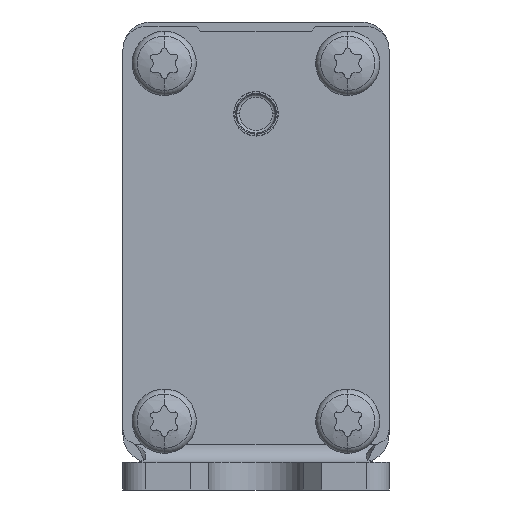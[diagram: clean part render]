
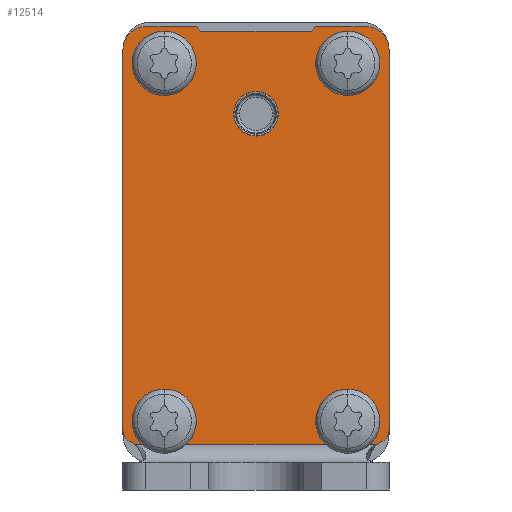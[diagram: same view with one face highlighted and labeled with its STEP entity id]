
A CAD part, front view. The second image highlights one B-rep face of the part: STEP entity #12514.
In plain terms, the highlighted face is planar.
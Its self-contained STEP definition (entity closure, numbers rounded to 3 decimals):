
#11607=CARTESIAN_POINT('',(-14.5,0.,3.));
#11608=DIRECTION('',(0.,0.,1.));
#11609=DIRECTION('',(0.516,0.857,0.));
#11610=AXIS2_PLACEMENT_3D('',#11607,#11608,#11609);
#11612=CARTESIAN_POINT('',(-13.,3.708,3.));
#11613=DIRECTION('',(0.,0.,-1.));
#11614=DIRECTION('',(-0.375,-0.927,0.));
#11615=AXIS2_PLACEMENT_3D('',#11612,#11613,#11614);
#11617=CARTESIAN_POINT('',(-12.,45.142,3.));
#11618=DIRECTION('',(0.,0.,-1.));
#11619=DIRECTION('',(-1.,0.,0.));
#11620=AXIS2_PLACEMENT_3D('',#11617,#11618,#11619);
#11622=DIRECTION('',(0.707,-0.707,0.));
#11623=VECTOR('',#11622,0.707);
#11624=CARTESIAN_POINT('',(-6.5,47.642,3.));
#11625=LINE('',#11624,#11623);
#11626=DIRECTION('',(0.707,0.707,0.));
#11627=VECTOR('',#11626,0.707);
#11628=CARTESIAN_POINT('',(6.,47.142,3.));
#11629=LINE('',#11628,#11627);
#11630=CARTESIAN_POINT('',(12.,45.142,3.));
#11631=DIRECTION('',(0.,0.,-1.));
#11632=DIRECTION('',(0.,1.,0.));
#11633=AXIS2_PLACEMENT_3D('',#11630,#11631,#11632);
#11635=CARTESIAN_POINT('',(13.,3.708,3.));
#11636=DIRECTION('',(0.,0.,-1.));
#11637=DIRECTION('',(1.,0.,0.));
#11638=AXIS2_PLACEMENT_3D('',#11635,#11636,#11637);
#11640=CARTESIAN_POINT('',(14.5,0.,3.));
#11641=DIRECTION('',(0.,0.,1.));
#11642=DIRECTION('',(-0.375,0.927,0.));
#11643=AXIS2_PLACEMENT_3D('',#11640,#11641,#11642);
#11645=CARTESIAN_POINT('',(10.,43.642,3.));
#11646=DIRECTION('',(0.,0.,1.));
#11647=DIRECTION('',(0.,-1.,0.));
#11648=AXIS2_PLACEMENT_3D('',#11645,#11646,#11647);
#11650=CARTESIAN_POINT('',(10.,43.642,3.));
#11651=DIRECTION('',(0.,0.,1.));
#11652=DIRECTION('',(0.,1.,0.));
#11653=AXIS2_PLACEMENT_3D('',#11650,#11651,#11652);
#11655=CARTESIAN_POINT('',(10.,4.642,3.));
#11656=DIRECTION('',(0.,0.,1.));
#11657=DIRECTION('',(0.,-1.,0.));
#11658=AXIS2_PLACEMENT_3D('',#11655,#11656,#11657);
#11660=CARTESIAN_POINT('',(10.,4.642,3.));
#11661=DIRECTION('',(0.,0.,1.));
#11662=DIRECTION('',(0.,1.,0.));
#11663=AXIS2_PLACEMENT_3D('',#11660,#11661,#11662);
#11665=CARTESIAN_POINT('',(-10.,4.642,3.));
#11666=DIRECTION('',(0.,0.,1.));
#11667=DIRECTION('',(0.,-1.,0.));
#11668=AXIS2_PLACEMENT_3D('',#11665,#11666,#11667);
#11670=CARTESIAN_POINT('',(-10.,4.642,3.));
#11671=DIRECTION('',(0.,0.,1.));
#11672=DIRECTION('',(0.,1.,0.));
#11673=AXIS2_PLACEMENT_3D('',#11670,#11671,#11672);
#11675=CARTESIAN_POINT('',(-10.,43.642,3.));
#11676=DIRECTION('',(0.,0.,1.));
#11677=DIRECTION('',(0.,-1.,0.));
#11678=AXIS2_PLACEMENT_3D('',#11675,#11676,#11677);
#11680=CARTESIAN_POINT('',(-10.,43.642,3.));
#11681=DIRECTION('',(0.,0.,1.));
#11682=DIRECTION('',(0.,1.,0.));
#11683=AXIS2_PLACEMENT_3D('',#11680,#11681,#11682);
#11685=CARTESIAN_POINT('',(0.,38.142,3.));
#11686=DIRECTION('',(0.,0.,1.));
#11687=DIRECTION('',(0.,-1.,0.));
#11688=AXIS2_PLACEMENT_3D('',#11685,#11686,#11687);
#11690=CARTESIAN_POINT('',(0.,38.142,3.));
#11691=DIRECTION('',(0.,0.,1.));
#11692=DIRECTION('',(0.,1.,0.));
#11693=AXIS2_PLACEMENT_3D('',#11690,#11691,#11692);
#11731=DIRECTION('',(1.,0.,0.));
#11732=VECTOR('',#11731,26.42);
#11733=CARTESIAN_POINT('',(-13.21,2.142,3.));
#11734=LINE('',#11733,#11732);
#11824=DIRECTION('',(0.,1.,0.));
#11825=VECTOR('',#11824,41.434);
#11826=CARTESIAN_POINT('',(14.5,3.708,3.));
#11827=LINE('',#11826,#11825);
#11836=DIRECTION('',(-1.,0.,0.));
#11837=VECTOR('',#11836,5.5);
#11838=CARTESIAN_POINT('',(12.,47.642,3.));
#11839=LINE('',#11838,#11837);
#11848=DIRECTION('',(-1.,0.,0.));
#11849=VECTOR('',#11848,12.);
#11850=CARTESIAN_POINT('',(6.,47.142,3.));
#11851=LINE('',#11850,#11849);
#11860=DIRECTION('',(-1.,0.,0.));
#11861=VECTOR('',#11860,5.5);
#11862=CARTESIAN_POINT('',(-6.5,47.642,3.));
#11863=LINE('',#11862,#11861);
#11872=DIRECTION('',(0.,-1.,0.));
#11873=VECTOR('',#11872,41.434);
#11874=CARTESIAN_POINT('',(-14.5,45.142,3.));
#11875=LINE('',#11874,#11873);
#12279=CARTESIAN_POINT('',(-13.21,2.142,3.));
#12280=CARTESIAN_POINT('',(13.21,2.142,3.));
#12281=VERTEX_POINT('',#12279);
#12282=VERTEX_POINT('',#12280);
#12283=CARTESIAN_POINT('',(-13.563,2.318,3.));
#12284=VERTEX_POINT('',#12283);
#12285=CARTESIAN_POINT('',(-14.5,3.708,3.));
#12286=VERTEX_POINT('',#12285);
#12287=CARTESIAN_POINT('',(-14.5,45.142,3.));
#12288=VERTEX_POINT('',#12287);
#12289=CARTESIAN_POINT('',(-12.,47.642,3.));
#12290=VERTEX_POINT('',#12289);
#12291=CARTESIAN_POINT('',(-6.5,47.642,3.));
#12292=VERTEX_POINT('',#12291);
#12293=CARTESIAN_POINT('',(-6.,47.142,3.));
#12294=VERTEX_POINT('',#12293);
#12295=CARTESIAN_POINT('',(6.,47.142,3.));
#12296=VERTEX_POINT('',#12295);
#12297=CARTESIAN_POINT('',(6.5,47.642,3.));
#12298=VERTEX_POINT('',#12297);
#12299=CARTESIAN_POINT('',(12.,47.642,3.));
#12300=VERTEX_POINT('',#12299);
#12301=CARTESIAN_POINT('',(14.5,45.142,3.));
#12302=VERTEX_POINT('',#12301);
#12303=CARTESIAN_POINT('',(14.5,3.708,3.));
#12304=VERTEX_POINT('',#12303);
#12305=CARTESIAN_POINT('',(13.563,2.318,3.));
#12306=VERTEX_POINT('',#12305);
#12307=CARTESIAN_POINT('',(10.,41.642,3.));
#12308=CARTESIAN_POINT('',(10.,45.642,3.));
#12309=VERTEX_POINT('',#12307);
#12310=VERTEX_POINT('',#12308);
#12311=CARTESIAN_POINT('',(10.,2.642,3.));
#12312=CARTESIAN_POINT('',(10.,6.642,3.));
#12313=VERTEX_POINT('',#12311);
#12314=VERTEX_POINT('',#12312);
#12315=CARTESIAN_POINT('',(-10.,2.642,3.));
#12316=CARTESIAN_POINT('',(-10.,6.642,3.));
#12317=VERTEX_POINT('',#12315);
#12318=VERTEX_POINT('',#12316);
#12319=CARTESIAN_POINT('',(-10.,41.642,3.));
#12320=CARTESIAN_POINT('',(-10.,45.642,3.));
#12321=VERTEX_POINT('',#12319);
#12322=VERTEX_POINT('',#12320);
#12323=CARTESIAN_POINT('',(0.,35.742,3.));
#12324=CARTESIAN_POINT('',(0.,40.542,3.));
#12325=VERTEX_POINT('',#12323);
#12326=VERTEX_POINT('',#12324);
#12449=CARTESIAN_POINT('',(0.,0.,3.));
#12450=DIRECTION('',(0.,0.,1.));
#12451=DIRECTION('',(1.,0.,0.));
#12452=AXIS2_PLACEMENT_3D('',#12449,#12450,#12451);
#12453=PLANE('',#12452);
#12455=ORIENTED_EDGE('',*,*,#12454,.F.);
#12457=ORIENTED_EDGE('',*,*,#12456,.T.);
#12459=ORIENTED_EDGE('',*,*,#12458,.T.);
#12461=ORIENTED_EDGE('',*,*,#12460,.F.);
#12463=ORIENTED_EDGE('',*,*,#12462,.T.);
#12465=ORIENTED_EDGE('',*,*,#12464,.F.);
#12467=ORIENTED_EDGE('',*,*,#12466,.T.);
#12469=ORIENTED_EDGE('',*,*,#12468,.F.);
#12471=ORIENTED_EDGE('',*,*,#12470,.T.);
#12473=ORIENTED_EDGE('',*,*,#12472,.F.);
#12475=ORIENTED_EDGE('',*,*,#12474,.T.);
#12477=ORIENTED_EDGE('',*,*,#12476,.F.);
#12479=ORIENTED_EDGE('',*,*,#12478,.T.);
#12481=ORIENTED_EDGE('',*,*,#12480,.T.);
#12482=EDGE_LOOP('',(#12455,#12457,#12459,#12461,#12463,#12465,#12467,#12469,
#12471,#12473,#12475,#12477,#12479,#12481));
#12483=FACE_OUTER_BOUND('',#12482,.F.);
#12485=ORIENTED_EDGE('',*,*,#12484,.T.);
#12487=ORIENTED_EDGE('',*,*,#12486,.T.);
#12488=EDGE_LOOP('',(#12485,#12487));
#12489=FACE_BOUND('',#12488,.F.);
#12491=ORIENTED_EDGE('',*,*,#12490,.T.);
#12493=ORIENTED_EDGE('',*,*,#12492,.T.);
#12494=EDGE_LOOP('',(#12491,#12493));
#12495=FACE_BOUND('',#12494,.F.);
#12497=ORIENTED_EDGE('',*,*,#12496,.T.);
#12499=ORIENTED_EDGE('',*,*,#12498,.T.);
#12500=EDGE_LOOP('',(#12497,#12499));
#12501=FACE_BOUND('',#12500,.F.);
#12503=ORIENTED_EDGE('',*,*,#12502,.T.);
#12505=ORIENTED_EDGE('',*,*,#12504,.T.);
#12506=EDGE_LOOP('',(#12503,#12505));
#12507=FACE_BOUND('',#12506,.F.);
#12509=ORIENTED_EDGE('',*,*,#12508,.T.);
#12511=ORIENTED_EDGE('',*,*,#12510,.T.);
#12512=EDGE_LOOP('',(#12509,#12511));
#12513=FACE_BOUND('',#12512,.F.);
#11611=CIRCLE('',#11610,2.5);
#11616=CIRCLE('',#11615,1.5);
#11621=CIRCLE('',#11620,2.5);
#11634=CIRCLE('',#11633,2.5);
#11639=CIRCLE('',#11638,1.5);
#11644=CIRCLE('',#11643,2.5);
#11649=CIRCLE('',#11648,2.);
#11654=CIRCLE('',#11653,2.);
#11659=CIRCLE('',#11658,2.);
#11664=CIRCLE('',#11663,2.);
#11669=CIRCLE('',#11668,2.);
#11674=CIRCLE('',#11673,2.);
#11679=CIRCLE('',#11678,2.);
#11684=CIRCLE('',#11683,2.);
#11689=CIRCLE('',#11688,2.4);
#11694=CIRCLE('',#11693,2.4);
#12454=EDGE_CURVE('',#12281,#12282,#11734,.T.);
#12456=EDGE_CURVE('',#12281,#12284,#11611,.T.);
#12458=EDGE_CURVE('',#12284,#12286,#11616,.T.);
#12460=EDGE_CURVE('',#12288,#12286,#11875,.T.);
#12462=EDGE_CURVE('',#12288,#12290,#11621,.T.);
#12464=EDGE_CURVE('',#12292,#12290,#11863,.T.);
#12466=EDGE_CURVE('',#12292,#12294,#11625,.T.);
#12468=EDGE_CURVE('',#12296,#12294,#11851,.T.);
#12470=EDGE_CURVE('',#12296,#12298,#11629,.T.);
#12472=EDGE_CURVE('',#12300,#12298,#11839,.T.);
#12474=EDGE_CURVE('',#12300,#12302,#11634,.T.);
#12476=EDGE_CURVE('',#12304,#12302,#11827,.T.);
#12478=EDGE_CURVE('',#12304,#12306,#11639,.T.);
#12480=EDGE_CURVE('',#12306,#12282,#11644,.T.);
#12484=EDGE_CURVE('',#12309,#12310,#11649,.T.);
#12486=EDGE_CURVE('',#12310,#12309,#11654,.T.);
#12490=EDGE_CURVE('',#12313,#12314,#11659,.T.);
#12492=EDGE_CURVE('',#12314,#12313,#11664,.T.);
#12496=EDGE_CURVE('',#12317,#12318,#11669,.T.);
#12498=EDGE_CURVE('',#12318,#12317,#11674,.T.);
#12502=EDGE_CURVE('',#12321,#12322,#11679,.T.);
#12504=EDGE_CURVE('',#12322,#12321,#11684,.T.);
#12508=EDGE_CURVE('',#12325,#12326,#11689,.T.);
#12510=EDGE_CURVE('',#12326,#12325,#11694,.T.);
#12514=ADVANCED_FACE('',(#12483,#12489,#12495,#12501,#12507,#12513),#12453,.T.);
